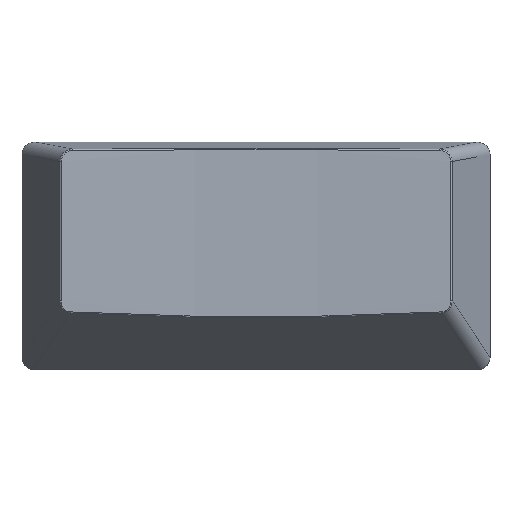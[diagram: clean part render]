
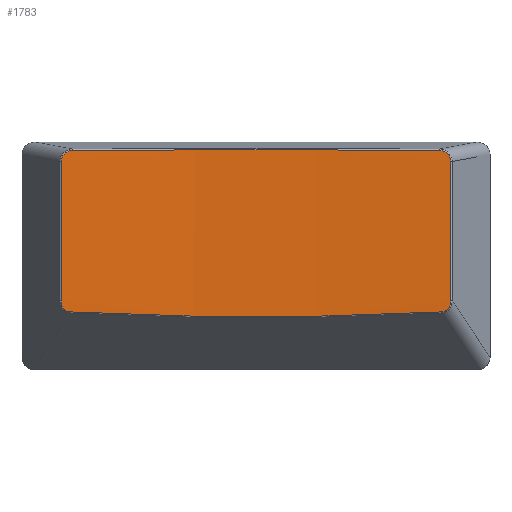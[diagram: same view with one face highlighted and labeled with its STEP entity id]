
A CAD part, top view. The second image highlights one B-rep face of the part: STEP entity #1783.
In plain terms, the highlighted cylindrical face has radius 200.353 mm (diameter 400.707 mm), a partial arc.
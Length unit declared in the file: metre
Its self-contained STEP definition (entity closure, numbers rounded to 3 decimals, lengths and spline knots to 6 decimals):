
#99=ELLIPSE('',#1936,0.201119,0.200353);
#100=ELLIPSE('',#1937,0.244626,0.200353);
#197=LINE('',#2797,#379);
#198=LINE('',#2813,#380);
#379=VECTOR('',#2182,1.);
#380=VECTOR('',#2185,1.);
#607=ORIENTED_EDGE('',*,*,#1143,.T.);
#608=ORIENTED_EDGE('',*,*,#1144,.T.);
#609=ORIENTED_EDGE('',*,*,#1145,.T.);
#610=ORIENTED_EDGE('',*,*,#1146,.T.);
#611=ORIENTED_EDGE('',*,*,#1147,.T.);
#612=ORIENTED_EDGE('',*,*,#1148,.T.);
#613=ORIENTED_EDGE('',*,*,#1149,.T.);
#614=ORIENTED_EDGE('',*,*,#1150,.T.);
#1143=EDGE_CURVE('',#1411,#1412,#1511,.T.);
#1144=EDGE_CURVE('',#1412,#1413,#99,.T.);
#1145=EDGE_CURVE('',#1413,#1414,#1512,.T.);
#1146=EDGE_CURVE('',#1414,#1415,#197,.F.);
#1147=EDGE_CURVE('',#1415,#1416,#1513,.T.);
#1148=EDGE_CURVE('',#1416,#1417,#100,.T.);
#1149=EDGE_CURVE('',#1417,#1418,#1514,.T.);
#1150=EDGE_CURVE('',#1418,#1411,#198,.T.);
#1411=VERTEX_POINT('',#2787);
#1412=VERTEX_POINT('',#2788);
#1413=VERTEX_POINT('',#2790);
#1414=VERTEX_POINT('',#2796);
#1415=VERTEX_POINT('',#2798);
#1416=VERTEX_POINT('',#2804);
#1417=VERTEX_POINT('',#2806);
#1418=VERTEX_POINT('',#2812);
#1511=B_SPLINE_CURVE_WITH_KNOTS('',3,(#2782,#2783,#2784,#2785,#2786),
 .UNSPECIFIED.,.F.,.F.,(4,1,4),(0.,0.000705,0.001409),
 .UNSPECIFIED.);
#1512=B_SPLINE_CURVE_WITH_KNOTS('',3,(#2791,#2792,#2793,#2794,#2795),
 .UNSPECIFIED.,.F.,.F.,(4,1,4),(0.,0.000705,0.001409),
 .UNSPECIFIED.);
#1513=B_SPLINE_CURVE_WITH_KNOTS('',3,(#2799,#2800,#2801,#2802,#2803),
 .UNSPECIFIED.,.F.,.F.,(4,1,4),(0.,0.000626,0.001252),
 .UNSPECIFIED.);
#1514=B_SPLINE_CURVE_WITH_KNOTS('',3,(#2807,#2808,#2809,#2810,#2811),
 .UNSPECIFIED.,.F.,.F.,(4,1,4),(0.,0.000627,0.001253),
 .UNSPECIFIED.);
#1538=EDGE_LOOP('',(#607,#608,#609,#610,#611,#612,#613,#614));
#1654=FACE_BOUND('',#1538,.T.);
#1756=CYLINDRICAL_SURFACE('',#1935,0.200353);
#1783=ADVANCED_FACE('',(#1654),#1756,.F.);
#1935=AXIS2_PLACEMENT_3D('',#2781,#2178,#2179);
#1936=AXIS2_PLACEMENT_3D('',#2789,#2180,#2181);
#1937=AXIS2_PLACEMENT_3D('',#2805,#2183,#2184);
#2178=DIRECTION('',(0.,1.,0.));
#2179=DIRECTION('',(0.,0.,1.));
#2180=DIRECTION('',(0.,0.996,0.087));
#2181=DIRECTION('',(0.,0.087,-0.996));
#2182=DIRECTION('',(0.,1.,0.));
#2183=DIRECTION('',(0.,-0.819,0.574));
#2184=DIRECTION('',(0.,0.574,0.819));
#2185=DIRECTION('',(0.,1.,0.));
#2781=CARTESIAN_POINT('',(0.,-0.009,0.207253));
#2782=CARTESIAN_POINT('',(0.015425,0.00747,0.007495));
#2783=CARTESIAN_POINT('',(0.015425,0.007708,0.007495));
#2784=CARTESIAN_POINT('',(0.015211,0.008171,0.007478));
#2785=CARTESIAN_POINT('',(0.014738,0.008345,0.007443));
#2786=CARTESIAN_POINT('',(0.014501,0.008346,0.007425));
#2787=CARTESIAN_POINT('',(0.015425,0.00747,0.007495));
#2788=CARTESIAN_POINT('',(0.014501,0.008346,0.007425));
#2789=CARTESIAN_POINT('',(0.,-0.009145,0.207253));
#2790=CARTESIAN_POINT('',(-0.014501,0.008346,0.007425));
#2791=CARTESIAN_POINT('',(-0.014501,0.008346,0.007425));
#2792=CARTESIAN_POINT('',(-0.014739,0.008345,0.007443));
#2793=CARTESIAN_POINT('',(-0.01521,0.008171,0.007478));
#2794=CARTESIAN_POINT('',(-0.015425,0.007709,0.007495));
#2795=CARTESIAN_POINT('',(-0.015425,0.00747,0.007495));
#2796=CARTESIAN_POINT('',(-0.015425,0.00747,0.007495));
#2797=CARTESIAN_POINT('',(-0.015425,-0.009,0.007495));
#2798=CARTESIAN_POINT('',(-0.015425,-0.003568,0.007495));
#2799=CARTESIAN_POINT('',(-0.015425,-0.003568,0.007495));
#2800=CARTESIAN_POINT('',(-0.015425,-0.003779,0.007495));
#2801=CARTESIAN_POINT('',(-0.015311,-0.004211,0.007486));
#2802=CARTESIAN_POINT('',(-0.01491,-0.004428,0.007455));
#2803=CARTESIAN_POINT('',(-0.014699,-0.004438,0.00744));
#2804=CARTESIAN_POINT('',(-0.014699,-0.004438,0.00744));
#2805=CARTESIAN_POINT('',(0.,0.135542,0.207253));
#2806=CARTESIAN_POINT('',(0.014699,-0.004438,0.00744));
#2807=CARTESIAN_POINT('',(0.014699,-0.004438,0.00744));
#2808=CARTESIAN_POINT('',(0.014909,-0.004428,0.007455));
#2809=CARTESIAN_POINT('',(0.01531,-0.004212,0.007486));
#2810=CARTESIAN_POINT('',(0.015425,-0.003779,0.007495));
#2811=CARTESIAN_POINT('',(0.015425,-0.003568,0.007495));
#2812=CARTESIAN_POINT('',(0.015425,-0.003568,0.007495));
#2813=CARTESIAN_POINT('',(0.015425,-0.009,0.007495));
